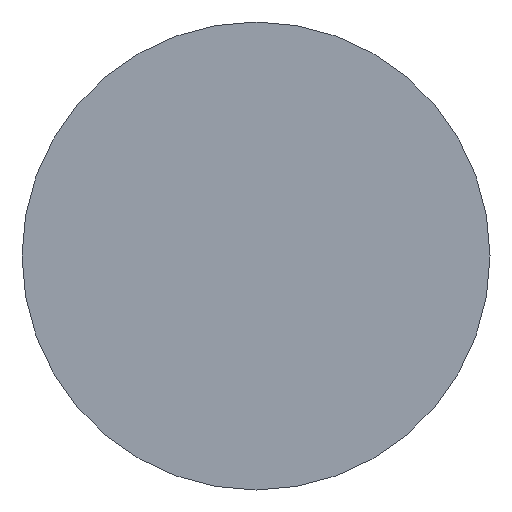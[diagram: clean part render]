
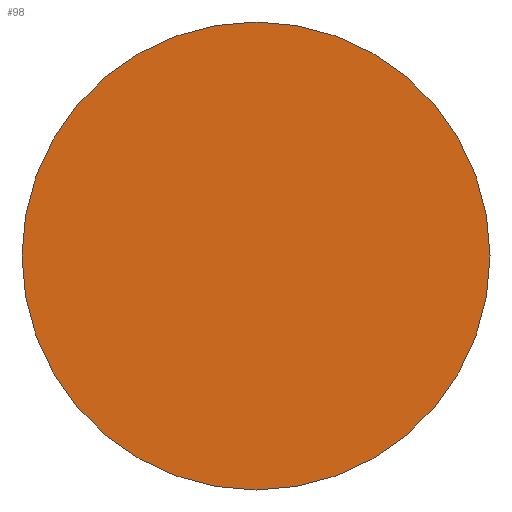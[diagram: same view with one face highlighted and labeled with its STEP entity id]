
A CAD part, left-side view. The second image highlights one B-rep face of the part: STEP entity #98.
In plain terms, the highlighted planar face has unit normal (-1, 0, 0).
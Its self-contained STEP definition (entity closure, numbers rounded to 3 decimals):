
#40=FACE_OUTER_BOUND('',#128,.T.);
#55=PLANE('',#298);
#98=ADVANCED_FACE('',(#40),#55,.F.);
#128=EDGE_LOOP('',(#151));
#151=ORIENTED_EDGE('',*,*,#247,.F.);
#221=VERTEX_POINT('',#362);
#247=EDGE_CURVE('',#221,#221,#285,.T.);
#285=CIRCLE('',#294,5.3);
#294=AXIS2_PLACEMENT_3D('',#361,#316,#317);
#298=AXIS2_PLACEMENT_3D('',#379,#325,#326);
#316=DIRECTION('',(1.,0.,0.));
#317=DIRECTION('',(0.,1.,0.));
#325=DIRECTION('',(1.,0.,0.));
#326=DIRECTION('',(0.,0.,-1.));
#361=CARTESIAN_POINT('',(0.,0.,0.));
#362=CARTESIAN_POINT('',(0.,5.3,0.));
#379=CARTESIAN_POINT('',(0.,0.,0.));
